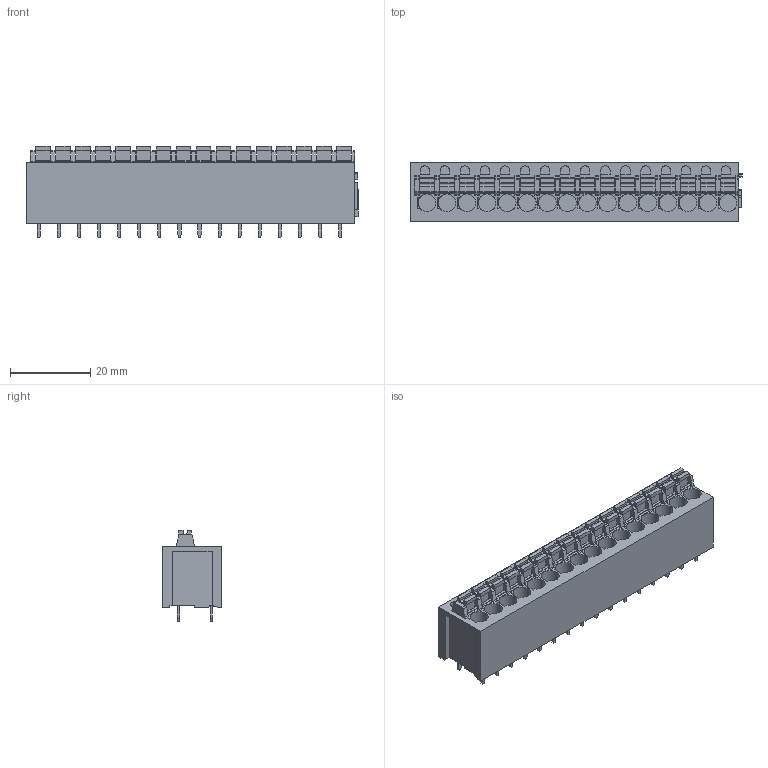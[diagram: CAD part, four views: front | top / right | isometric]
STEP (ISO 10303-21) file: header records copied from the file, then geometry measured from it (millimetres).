
FILE_DESCRIPTION(('CATIA V5 STEP Exchange','CAx-IF Rec.Pracs.--- Model Styling and Organization---1.2---2011-12-15'),'2;1');
FILE_NAME ('D1451071_0_1330330000_1330330000.stp','2018-09-07T10:25:56+00:00',('none'),('Weidmueller'),'CATIA Version 5-6 Release 2014','CATIA V5 STEP AP214','none');
FILE_SCHEMA(('AUTOMOTIVE_DESIGN { 1 0 10303 214 1 1 1 1 }'));
Length unit declared in the file: millimetre
Products named in the file (1): 1330330000
Bounding box: 82.65 x 14.8 x 22.7 mm (x, y, z)
Volume: 17063.8 mm3; surface area: 10076.7 mm2
Topology: 49 solids, 49 shells, 1084 faces, 2853 edges, 1902 vertices
Faces by surface type: plane 841, cylinder 243
Entity records: 29745 total; most frequent: ORIENTED_EDGE 5706, CARTESIAN_POINT 5408, DIRECTION 3757, EDGE_CURVE 2853, VECTOR 2319, LINE 2319, VERTEX_POINT 1902, EDGE_LOOP 1119
